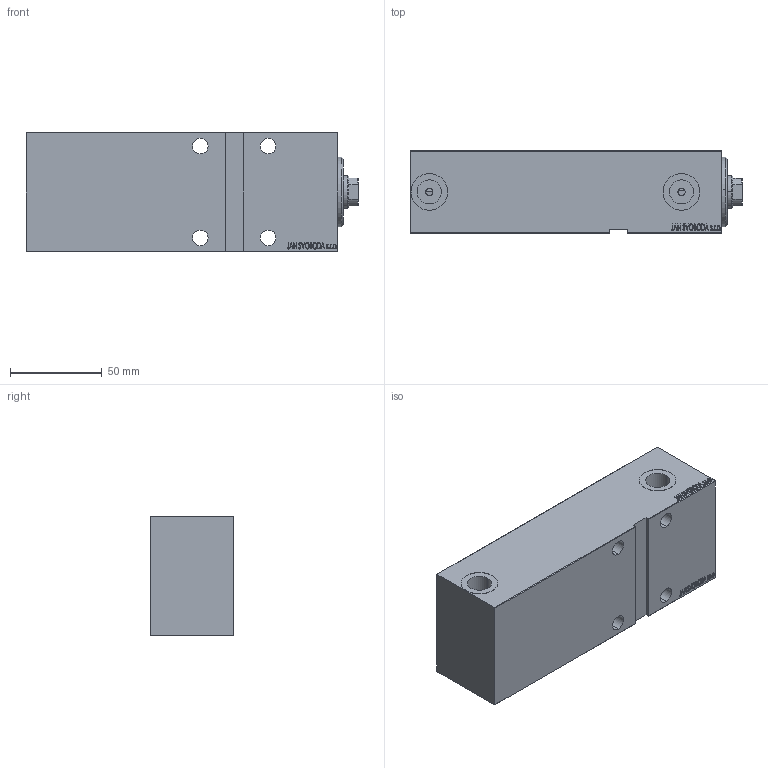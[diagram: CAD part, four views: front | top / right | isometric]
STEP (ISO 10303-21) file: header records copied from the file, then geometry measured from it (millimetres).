
FILE_DESCRIPTION (( 'STEP AP203' ), '1' );
FILE_NAME ('4288.STEP', '2022-04-17T01:59:24', ( '' ), ( '' ), 'SwSTEP 2.0', 'SolidWorks 2019', '' );
FILE_SCHEMA (( 'CONFIG_CONTROL_DESIGN' ));
Length unit declared in the file: millimetre
Products named in the file (4): V450CM_G_VCP cdc4375eaeed3a92df2fbca3473d0972; 4288; V450CM_G_Body cdc4375eaeed3a92df2fbca3473d0972; V450CM_VC_G cdc4375eaeed3a92df2fbca3473d0972
Assembly tree (3 placements, depth 2):
  4288
    V450CM_G_Body cdc4375eaeed3a92df2fbca3473d0972
    V450CM_G_VCP cdc4375eaeed3a92df2fbca3473d0972
    V450CM_VC_G cdc4375eaeed3a92df2fbca3473d0972
Bounding box: 181 x 45 x 65 mm (x, y, z)
Volume: 449751.4 mm3; surface area: 81471.2 mm2
Topology: 3 solids, 3 shells, 876 faces, 2254 edges, 1493 vertices
Faces by surface type: plane 416, bspline 380, cylinder 66, cone 14
Entity records: 43960 total; most frequent: CARTESIAN_POINT 24701, ORIENTED_EDGE 4504, DIRECTION 2616, EDGE_CURVE 2252, VERTEX_POINT 1493, VECTOR 1332, LINE 1332, EDGE_LOOP 1005
